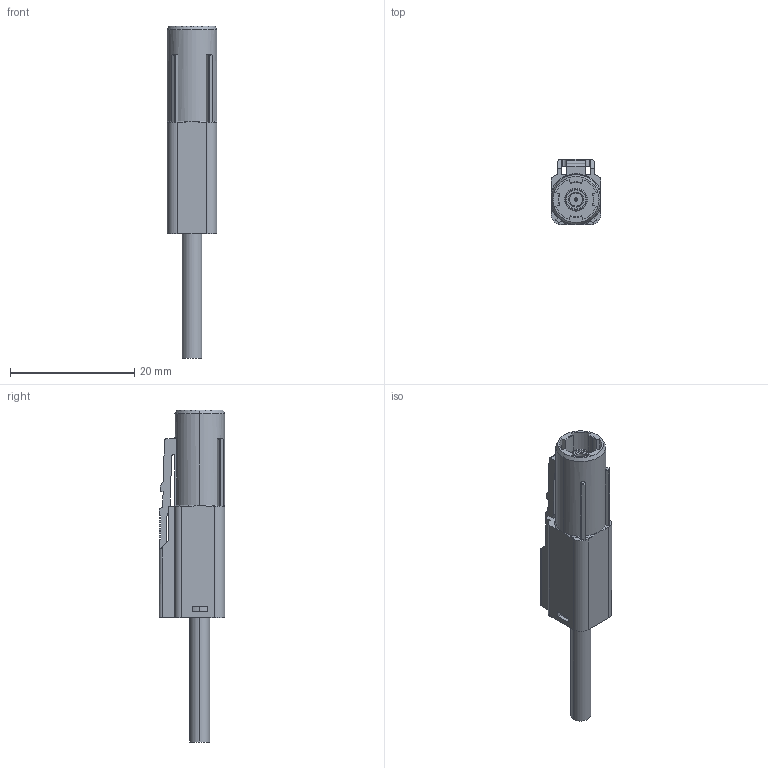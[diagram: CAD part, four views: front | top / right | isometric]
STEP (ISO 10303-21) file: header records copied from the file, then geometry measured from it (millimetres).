
FILE_DESCRIPTION (( 'STEP AP214' ), '1' );
FILE_NAME ('HPC1162 3D.STEP', '2024-01-25T01:35:58', ( '' ), ( '' ), 'SwSTEP 2.0', 'SolidWorks 2022', '' );
FILE_SCHEMA (( 'AUTOMOTIVE_DESIGN' ));
Length unit declared in the file: millimetre
Products named in the file (1): HPC1162 3D
Bounding box: 8 x 10.5 x 53.35 mm (x, y, z)
Volume: 2050.1 mm3; surface area: 1927.2 mm2
Topology: 1 solids, 1 shells, 248 faces, 662 edges, 432 vertices
Faces by surface type: plane 168, cylinder 57, cone 22, bspline 1
Entity records: 7730 total; most frequent: CARTESIAN_POINT 1449, ORIENTED_EDGE 1324, DIRECTION 1263, EDGE_CURVE 662, LINE 491, VECTOR 491, VERTEX_POINT 432, AXIS2_PLACEMENT_3D 386
